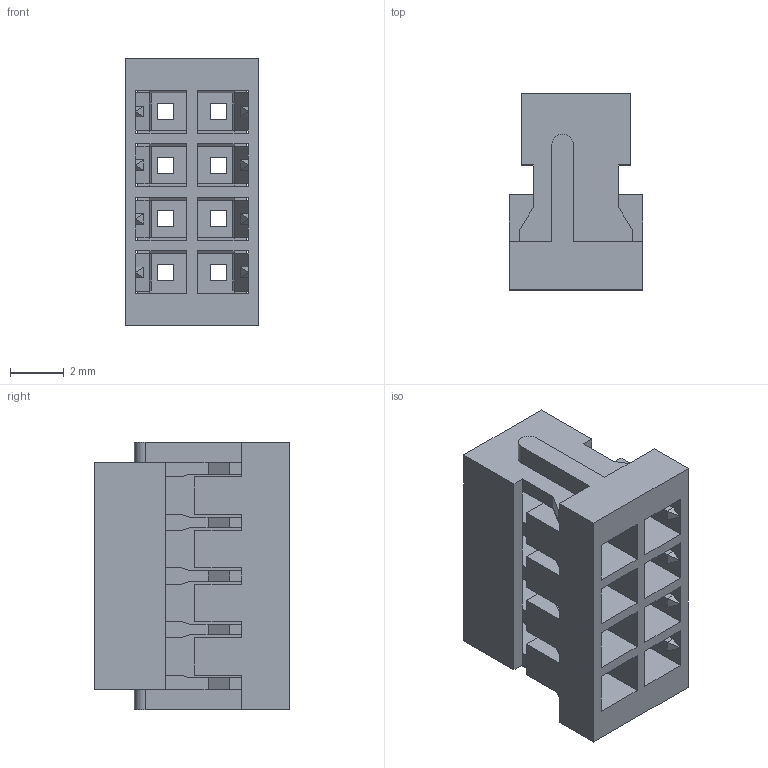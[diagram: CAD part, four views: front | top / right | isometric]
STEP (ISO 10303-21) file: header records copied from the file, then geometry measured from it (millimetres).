
FILE_DESCRIPTION(('OneSpaceDesigner STEP Export'),'2;1');
FILE_NAME('DF11-8DS-2C.stp','2007-03-22T13:57:18',(''),(''),'OneSpace Designer STEP processor (Jan. 2003) for AP214(CD)(Solid Model)','OneSpace Designer 12.00 10-Sep-2003 (C) CoCreate Software GmbH','');
FILE_SCHEMA(('AUTOMOTIVE_DESIGN_CC2 {1 2 10303 214 -1 1 5 1}'));
Length unit declared in the file: millimetre
Products named in the file (2): 8DS
Assembly tree (1 placements, depth 2):
  8DS
    8DS
Bounding box: 5 x 7.3 x 10 mm (x, y, z)
Volume: 154 mm3; surface area: 644.9 mm2
Topology: 1 solids, 1 shells, 266 faces, 744 edges, 472 vertices
Faces by surface type: plane 264, cylinder 2
Entity records: 8385 total; most frequent: ORIENTED_EDGE 1488, CARTESIAN_POINT 1484, DIRECTION 1284, EDGE_CURVE 744, VECTOR 740, LINE 740, VERTEX_POINT 472, EDGE_LOOP 290
